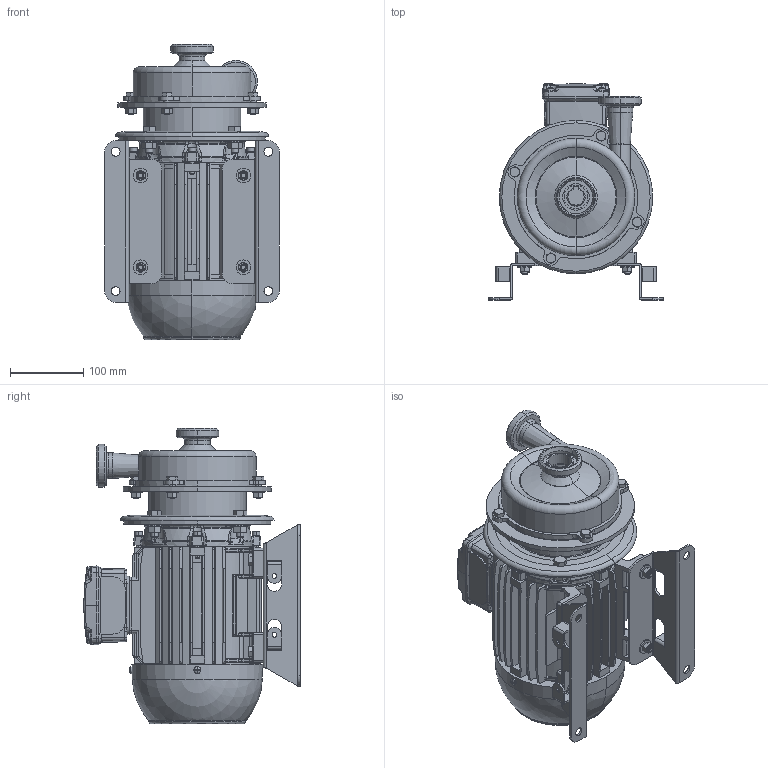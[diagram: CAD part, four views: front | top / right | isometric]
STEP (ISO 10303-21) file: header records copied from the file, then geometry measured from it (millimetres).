
FILE_DESCRIPTION (( 'STEP AP203' ), '1' );
FILE_NAME ('Ýëåêòðîíàñîñíûé àãðåãàò ÎÍÖ 12,5_20Ê5_2,2_2.STEP', '2016-02-18T20:19:15', ( '' ), ( '' ), 'SwSTEP 2.0', 'SolidWorks 2015', '' );
FILE_SCHEMA (( 'CONFIG_CONTROL_DESIGN' ));
Length unit declared in the file: millimetre
Products named in the file (16): Ýëåêòðîíàñîñíûé àãðåãàò ÎÍÖ 12,5_20Ê5_2,2_2; 砐鳱鍱 12,5_20; Êàñòðþëÿ 12,5_20; Áîëò Ì10; 扻錪犩 12,5_20; ﾘ琺矜; Îòâîä; Ãàéêà; Ôëàíåö ôîíàðÿ 12,5_20; Áîëò Ì8; 婜縺蹞 12,5_20; ﾘ琺矜 ﾌ8; 90L_TOP; Ãàéêà Ì8; 冓憵 12,5_20; Áîëò Ì8_2
Assembly tree (46 placements, depth 2):
  Ýëåêòðîíàñîñíûé àãðåãàò ÎÍÖ 12,5_20Ê5_2,2_2
    Áîëò Ì10  x4
    ﾘ琺矜  x8
    Ãàéêà  x4
    Áîëò Ì8  x4
    ﾘ琺矜 ﾌ8  x4
    Ãàéêà Ì8  x8
    Áîëò Ì8_2  x4
    砐鳱鍱 12,5_20  x2
    Êàñòðþëÿ 12,5_20
    扻錪犩 12,5_20
    Îòâîä
    Ôëàíåö ôîíàðÿ 12,5_20
    婜縺蹞 12,5_20
    90L_TOP
    冓憵 12,5_20  x2
Bounding box: 238 x 294.5 x 402.13 mm (x, y, z)
Volume: 7040239.1 mm3; surface area: 809173.1 mm2
Topology: 51 solids, 52 shells, 2963 faces, 7215 edges, 4533 vertices
Faces by surface type: plane 1488, cylinder 608, cone 444, torus 205, bspline 188, sphere 30
Entity records: 79778 total; most frequent: CARTESIAN_POINT 21754, ORIENTED_EDGE 11790, DIRECTION 11211, EDGE_CURVE 5895, AXIS2_PLACEMENT_3D 3916, VERTEX_POINT 3753, LINE 3379, VECTOR 3379
